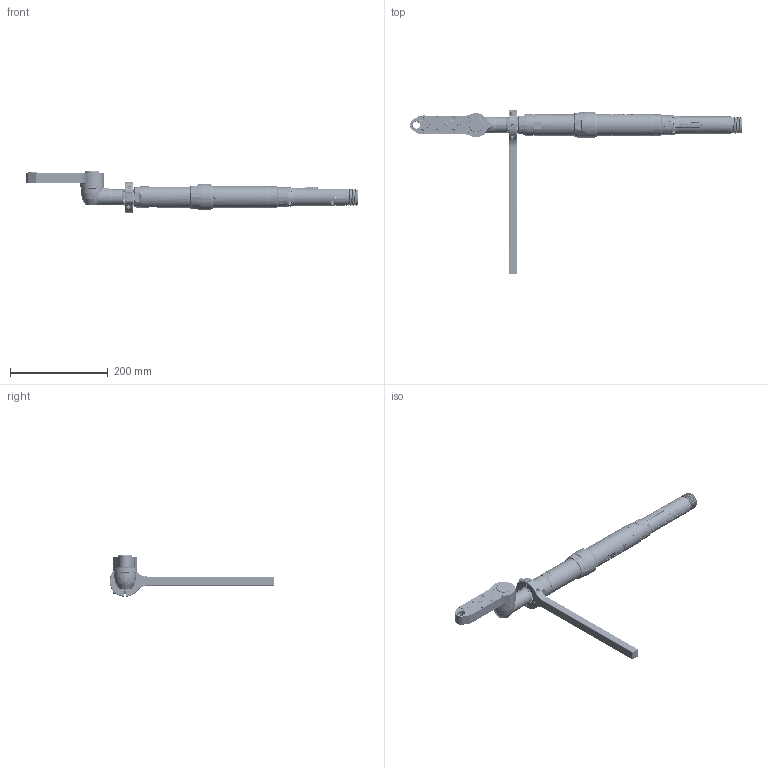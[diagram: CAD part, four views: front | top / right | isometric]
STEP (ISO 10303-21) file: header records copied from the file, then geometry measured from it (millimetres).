
FILE_DESCRIPTION((''),'2;1');
FILE_NAME('EB34LC162-62-SW','2020-02-07T11:02:21',('ZLC1117'),(''),'CREO PARAMETRIC BY PTC INC, 2017380','CREO PARAMETRIC BY PTC INC, 2017380','');
FILE_SCHEMA(('CONFIG_CONTROL_DESIGN'));
Products named in the file (1): EB34LC162-62-SW
Bounding box: 677.72 x 336.55 x 84.72 mm (x, y, z)
Volume: 409970 mm3; surface area: 272132.8 mm2
Topology: 6 solids, 6 shells, 5845 faces, 15841 edges, 10060 vertices
Faces by surface type: plane 2226, cylinder 1674, bspline 1002, cone 438, torus 218, extrusion 163, sphere 124
Entity records: 495169 total; most frequent: CARTESIAN_POINT 359863, ORIENTED_EDGE 31654, DIRECTION 23148, EDGE_CURVE 15827, VERTEX_POINT 10060, AXIS2_PLACEMENT_3D 8241, VECTOR 6666, LINE 6503
